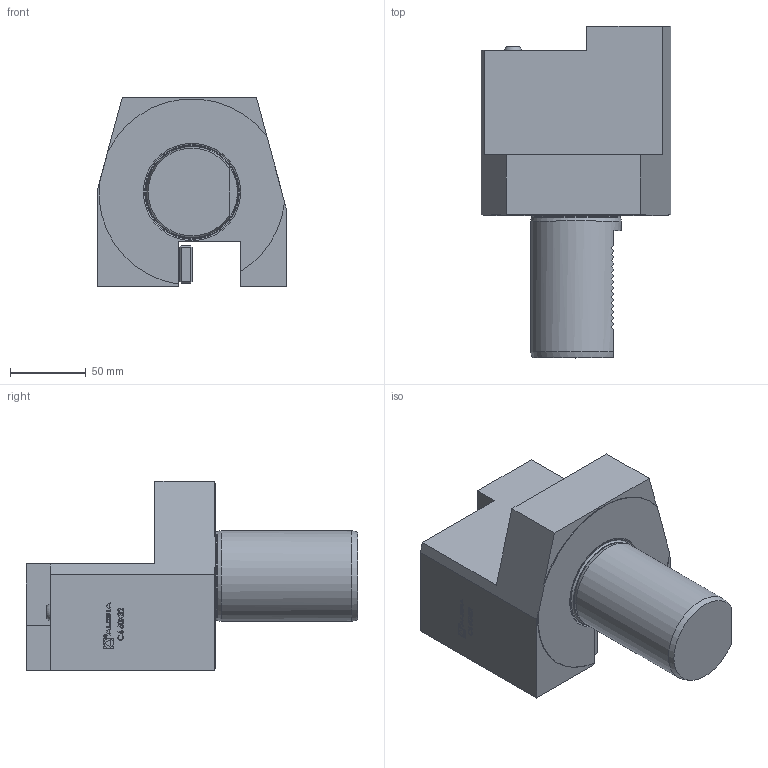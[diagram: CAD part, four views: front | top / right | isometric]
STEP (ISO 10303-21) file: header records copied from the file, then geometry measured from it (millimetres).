
FILE_DESCRIPTION (( 'STEP AP214' ), '1' );
FILE_NAME ('C460X32.STEP', '2025-07-10T12:55:02', ( '' ), ( '' ), 'SwSTEP 2.0', 'SolidWorks 2023', '' );
FILE_SCHEMA (( 'AUTOMOTIVE_DESIGN' ));
Length unit declared in the file: millimetre
Products named in the file (1): C460X32
Bounding box: 125 x 219 x 125 mm (x, y, z)
Volume: 1369855.5 mm3; surface area: 102736.6 mm2
Topology: 1 solids, 1 shells, 334 faces, 877 edges, 575 vertices
Faces by surface type: plane 231, bspline 52, cylinder 45, torus 3, cone 2, sphere 1
Full cylindrical faces by diameter (mm): 1.7 x1, 2.1 x1, 6.366 x1, 58.7 x1, 60 x1
Entity records: 13297 total; most frequent: CARTESIAN_POINT 5604, ORIENTED_EDGE 1732, DIRECTION 1312, EDGE_CURVE 866, LINE 606, VECTOR 606, VERTEX_POINT 573, EDGE_LOOP 373
